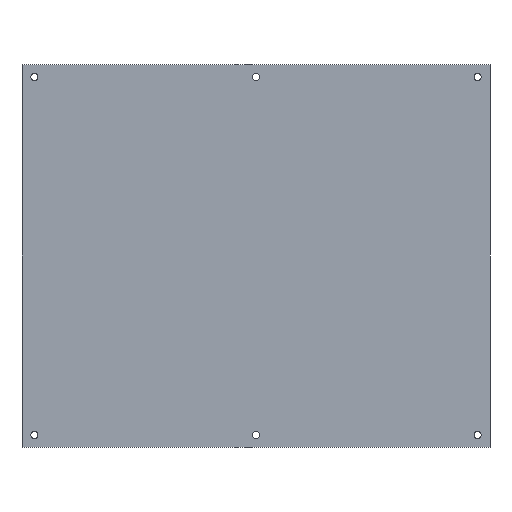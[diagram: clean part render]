
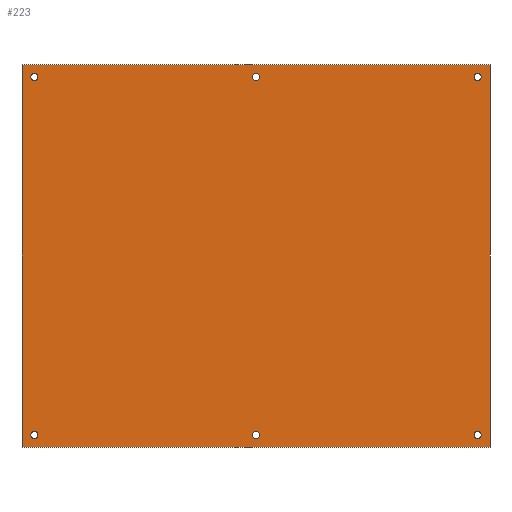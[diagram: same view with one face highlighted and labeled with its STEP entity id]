
A CAD part, front view. The second image highlights one B-rep face of the part: STEP entity #223.
In plain terms, the highlighted planar face has unit normal (0, -1, 0).
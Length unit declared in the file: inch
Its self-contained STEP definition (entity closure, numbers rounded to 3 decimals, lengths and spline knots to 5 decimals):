
#14=LINE($,#350,#26);
#19=LINE($,#359,#31);
#23=LINE($,#367,#35);
#24=LINE($,#369,#36);
#26=VECTOR($,#293,33.);
#31=VECTOR($,#300,27.);
#35=VECTOR($,#308,27.);
#36=VECTOR($,#311,33.);
#41=PLANE($,#250);
#55=FACE_BOUND($,#96,.T.);
#56=FACE_BOUND($,#97,.T.);
#57=FACE_BOUND($,#98,.T.);
#58=FACE_BOUND($,#99,.T.);
#59=FACE_BOUND($,#100,.T.);
#60=FACE_BOUND($,#101,.T.);
#71=FACE_OUTER_BOUND($,#95,.T.);
#95=EDGE_LOOP($,(#193,#194,#195,#196));
#96=EDGE_LOOP($,(#197));
#97=EDGE_LOOP($,(#198));
#98=EDGE_LOOP($,(#199));
#99=EDGE_LOOP($,(#200));
#100=EDGE_LOOP($,(#201));
#101=EDGE_LOOP($,(#202));
#103=CIRCLE($,#229,0.25);
#105=CIRCLE($,#232,0.25);
#107=CIRCLE($,#235,0.25);
#109=CIRCLE($,#238,0.25);
#111=CIRCLE($,#241,0.25);
#113=CIRCLE($,#244,0.25);
#115=VERTEX_POINT($,#316);
#117=VERTEX_POINT($,#321);
#119=VERTEX_POINT($,#326);
#121=VERTEX_POINT($,#331);
#123=VERTEX_POINT($,#336);
#125=VERTEX_POINT($,#341);
#127=VERTEX_POINT($,#346);
#129=VERTEX_POINT($,#349);
#131=VERTEX_POINT($,#355);
#134=VERTEX_POINT($,#365);
#135=EDGE_CURVE($,#115,#115,#103,.T.);
#137=EDGE_CURVE($,#117,#117,#105,.T.);
#139=EDGE_CURVE($,#119,#119,#107,.T.);
#141=EDGE_CURVE($,#121,#121,#109,.T.);
#143=EDGE_CURVE($,#123,#123,#111,.T.);
#145=EDGE_CURVE($,#125,#125,#113,.T.);
#148=EDGE_CURVE($,#129,#127,#14,.T.);
#153=EDGE_CURVE($,#131,#129,#19,.T.);
#157=EDGE_CURVE($,#127,#134,#23,.T.);
#158=EDGE_CURVE($,#134,#131,#24,.T.);
#193=ORIENTED_EDGE($,*,*,#158,.T.);
#194=ORIENTED_EDGE($,*,*,#153,.T.);
#195=ORIENTED_EDGE($,*,*,#148,.T.);
#196=ORIENTED_EDGE($,*,*,#157,.T.);
#197=ORIENTED_EDGE($,*,*,#135,.T.);
#198=ORIENTED_EDGE($,*,*,#137,.T.);
#199=ORIENTED_EDGE($,*,*,#139,.T.);
#200=ORIENTED_EDGE($,*,*,#141,.T.);
#201=ORIENTED_EDGE($,*,*,#143,.T.);
#202=ORIENTED_EDGE($,*,*,#145,.T.);
#223=ADVANCED_FACE($,(#71,#55,#56,#57,#58,#59,#60),#41,.T.);
#229=AXIS2_PLACEMENT_3D($,#317,#256,#257);
#232=AXIS2_PLACEMENT_3D($,#322,#262,#263);
#235=AXIS2_PLACEMENT_3D($,#327,#268,#269);
#238=AXIS2_PLACEMENT_3D($,#332,#274,#275);
#241=AXIS2_PLACEMENT_3D($,#337,#280,#281);
#244=AXIS2_PLACEMENT_3D($,#342,#286,#287);
#250=AXIS2_PLACEMENT_3D($,#368,#309,#310);
#256=DIRECTION('center_axis',(0.,1.,0.));
#257=DIRECTION('ref_axis',(-1.,0.,0.));
#262=DIRECTION('center_axis',(0.,1.,0.));
#263=DIRECTION('ref_axis',(-1.,0.,0.));
#268=DIRECTION('center_axis',(0.,1.,0.));
#269=DIRECTION('ref_axis',(-1.,0.,0.));
#274=DIRECTION('center_axis',(0.,1.,0.));
#275=DIRECTION('ref_axis',(-1.,0.,0.));
#280=DIRECTION('center_axis',(0.,1.,0.));
#281=DIRECTION('ref_axis',(-1.,0.,0.));
#286=DIRECTION('center_axis',(0.,1.,0.));
#287=DIRECTION('ref_axis',(-1.,0.,0.));
#293=DIRECTION($,(-1.,0.,0.));
#300=DIRECTION($,(0.,0.,1.));
#308=DIRECTION($,(0.,0.,-1.));
#309=DIRECTION('center_axis',(0.,-1.,0.));
#310=DIRECTION('ref_axis',(0.,0.,-1.));
#311=DIRECTION($,(1.,0.,0.));
#316=CARTESIAN_POINT('',(0.25,-0.065,12.625));
#317=CARTESIAN_POINT('Origin',(0.,-0.065,12.625));
#321=CARTESIAN_POINT('',(0.25,-0.065,-12.625));
#322=CARTESIAN_POINT('Origin',(0.,-0.065,-12.625));
#326=CARTESIAN_POINT('',(-15.375,-0.065,12.625));
#327=CARTESIAN_POINT('Origin',(-15.625,-0.065,12.625));
#331=CARTESIAN_POINT('',(15.875,-0.065,12.625));
#332=CARTESIAN_POINT('Origin',(15.625,-0.065,12.625));
#336=CARTESIAN_POINT('',(-15.375,-0.065,-12.625));
#337=CARTESIAN_POINT('Origin',(-15.625,-0.065,-12.625));
#341=CARTESIAN_POINT('',(15.875,-0.065,-12.625));
#342=CARTESIAN_POINT('Origin',(15.625,-0.065,-12.625));
#346=CARTESIAN_POINT('',(-16.5,-0.065,13.5));
#349=CARTESIAN_POINT('',(16.5,-0.065,13.5));
#350=CARTESIAN_POINT($,(16.5,-0.065,13.5));
#355=CARTESIAN_POINT('',(16.5,-0.065,-13.5));
#359=CARTESIAN_POINT($,(16.5,-0.065,-13.5));
#365=CARTESIAN_POINT('',(-16.5,-0.065,-13.5));
#367=CARTESIAN_POINT($,(-16.5,-0.065,13.5));
#368=CARTESIAN_POINT('Origin',(-16.5,-0.065,0.));
#369=CARTESIAN_POINT($,(-16.5,-0.065,-13.5));
